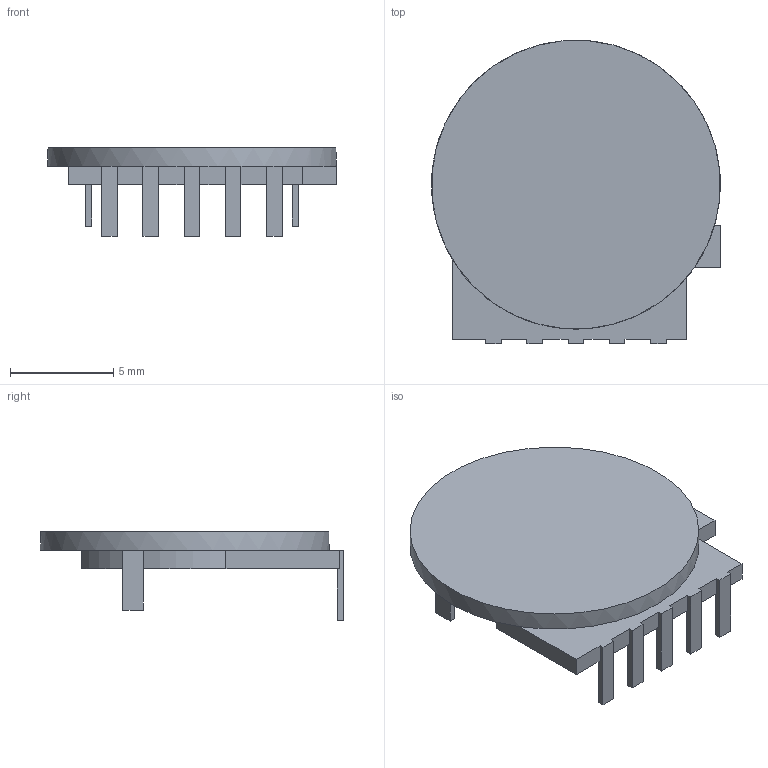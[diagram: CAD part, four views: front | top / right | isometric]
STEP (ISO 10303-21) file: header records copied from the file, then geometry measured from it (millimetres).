
FILE_DESCRIPTION(('FreeCAD Model'),'2;1');
FILE_NAME('Open CASCADE Shape Model','2023-09-21T19:29:33',( 'kicad StepUp'),('ksu MCAD'),'Open CASCADE STEP processor 7.6', 'FreeCAD','Unknown');
FILE_SCHEMA(('AUTOMOTIVE_DESIGN { 1 0 10303 214 1 1 1 1 }'));
Length unit declared in the file: millimetre
Products named in the file (1): Volume Knob 14mm
Bounding box: 14 x 14.69 x 4.3 mm (x, y, z)
Volume: 264.1 mm3; surface area: 465.1 mm2
Topology: 1 solids, 1 shells, 60 faces, 167 edges, 109 vertices
Faces by surface type: plane 55, cylinder 5
Full cylindrical faces by diameter (mm): 14 x1
Entity records: 1909 total; most frequent: CARTESIAN_POINT 338, ORIENTED_EDGE 334, DIRECTION 301, EDGE_CURVE 167, LINE 153, VECTOR 153, VERTEX_POINT 109, AXIS2_PLACEMENT_3D 74
